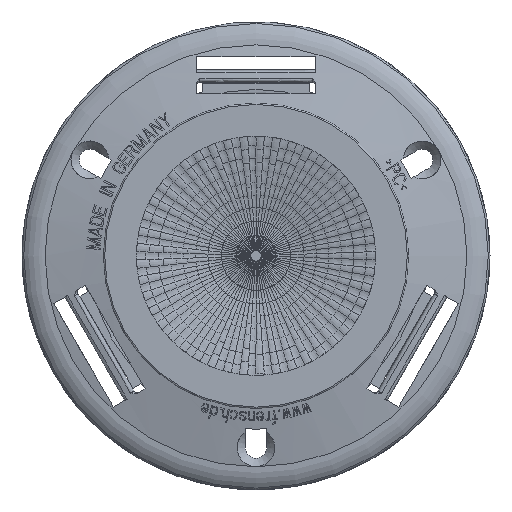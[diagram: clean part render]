
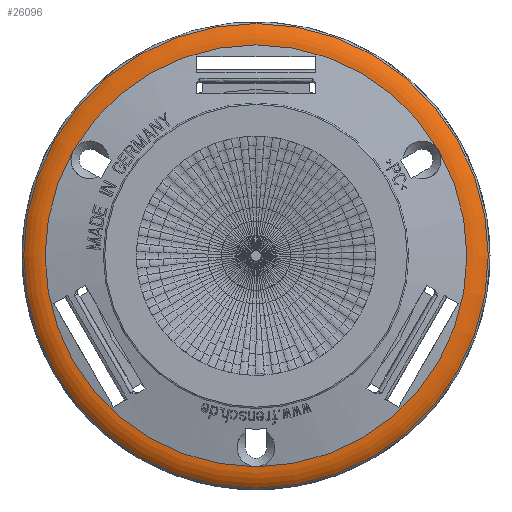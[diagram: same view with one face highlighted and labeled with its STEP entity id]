
A CAD part, top view. The second image highlights one B-rep face of the part: STEP entity #26096.
In plain terms, the highlighted toroidal (fillet/blend) face has major radius 31.774 mm and minor radius 5 mm.
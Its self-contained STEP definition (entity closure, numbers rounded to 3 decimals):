
#2338=TOROIDAL_SURFACE('',#28006,31.774,5.);
#7295=ORIENTED_EDGE('',*,*,#15080,.F.);
#7296=ORIENTED_EDGE('',*,*,#15745,.F.);
#15080=EDGE_CURVE('',#19321,#19321,#21912,.T.);
#15745=EDGE_CURVE('',#19975,#19975,#21978,.T.);
#19321=VERTEX_POINT('',#33485);
#19975=VERTEX_POINT('',#36373);
#21912=CIRCLE('',#27926,31.774);
#21978=CIRCLE('',#28005,34.994);
#22375=EDGE_LOOP('',(#7295));
#22376=EDGE_LOOP('',(#7296));
#24188=FACE_BOUND('',#22375,.T.);
#24189=FACE_BOUND('',#22376,.T.);
#26096=ADVANCED_FACE('',(#24188,#24189),#2338,.T.);
#27926=AXIS2_PLACEMENT_3D('',#33484,#29436,#29437);
#28005=AXIS2_PLACEMENT_3D('',#36372,#29740,#29741);
#28006=AXIS2_PLACEMENT_3D('',#36374,#29742,#29743);
#29436=DIRECTION('',(0.,0.,1.));
#29437=DIRECTION('',(1.,0.,0.));
#29740=DIRECTION('',(0.,0.,-1.));
#29741=DIRECTION('',(-1.,0.,0.));
#29742=DIRECTION('',(0.,0.,1.));
#29743=DIRECTION('',(-1.,0.,0.));
#33484=CARTESIAN_POINT('',(0.,0.,2.7));
#33485=CARTESIAN_POINT('',(31.774,0.,2.7));
#36372=CARTESIAN_POINT('',(0.,0.,1.525));
#36373=CARTESIAN_POINT('',(-34.994,0.,1.525));
#36374=CARTESIAN_POINT('',(0.,0.,-2.3));
